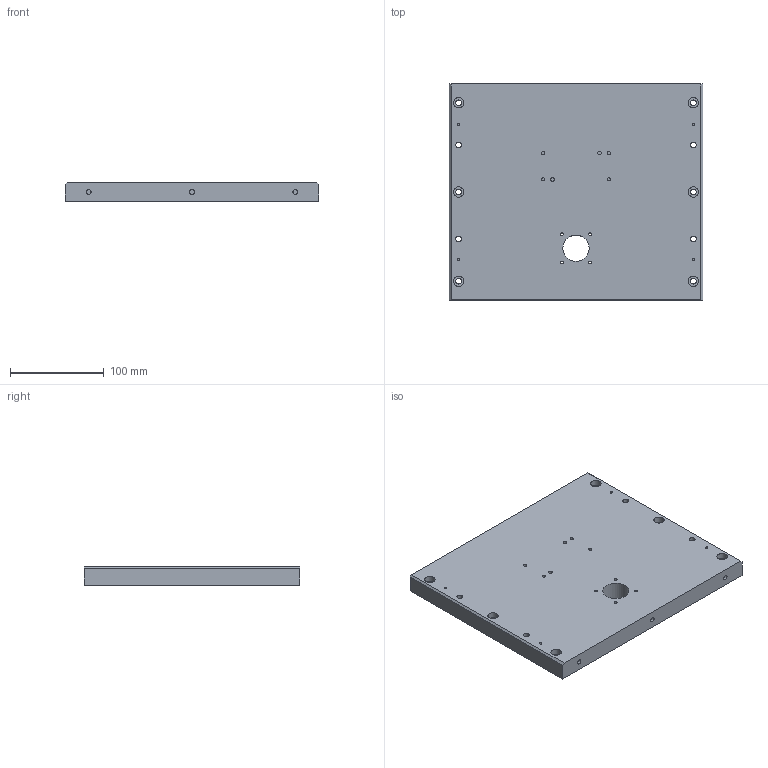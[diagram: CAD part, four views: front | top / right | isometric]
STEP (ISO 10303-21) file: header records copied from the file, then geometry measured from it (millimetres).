
FILE_DESCRIPTION(/* description */ (''),/* implementation_level */ '2;1');
FILE_NAME(/* name */ 'Top(1).step',/* time_stamp */ '2021-10-08T09:56:49+01:00',/* author */ (''),/* organization */ (''),/* preprocessor_version */ 'ST-DEVELOPER v18.1',/* originating_system */ 'Autodesk Translation Framework v10.10.0.1391',/* authorisation */ '');
FILE_SCHEMA (('AUTOMOTIVE_DESIGN { 1 0 10303 214 3 1 1 }'));
Length unit declared in the file: millimetre
Products named in the file (1): Top(1)
Bounding box: 270 x 230 x 20 mm (x, y, z)
Volume: 1215720.3 mm3; surface area: 152370.1 mm2
Topology: 1 solids, 1 shells, 81 faces, 162 edges, 108 vertices
Faces by surface type: cylinder 39, plane 38, bspline 4
Full cylindrical faces by diameter (mm): 2.529 x4, 3 x4, 3.332 x4, 4 x2, 5.035 x6, 6 x12, 11 x6, 28 x1
Entity records: 2242 total; most frequent: DIRECTION 388, CARTESIAN_POINT 388, ORIENTED_EDGE 324, EDGE_CURVE 162, AXIS2_PLACEMENT_3D 156, EDGE_LOOP 136, VERTEX_POINT 108, FACE_OUTER_BOUND 81
